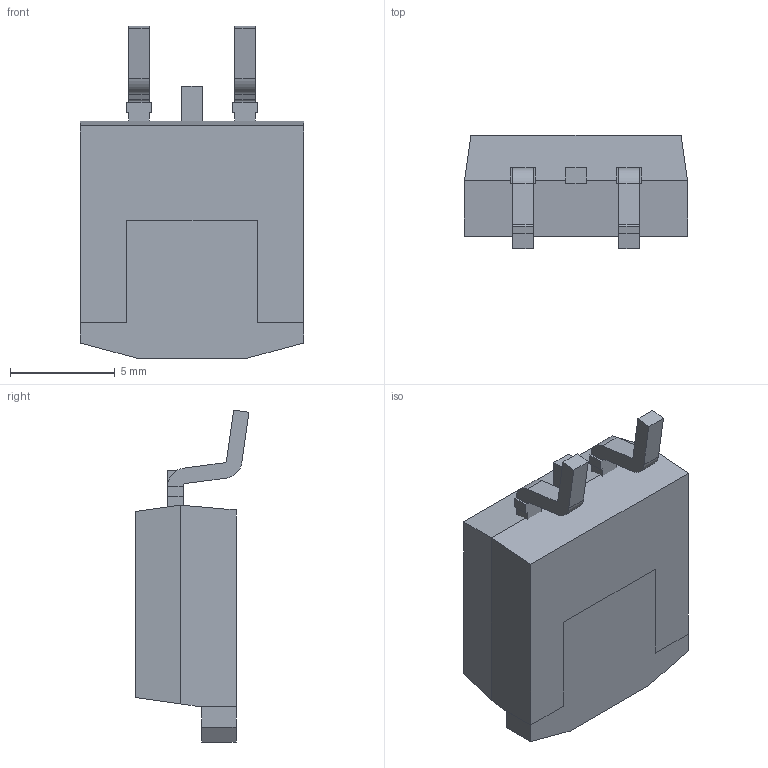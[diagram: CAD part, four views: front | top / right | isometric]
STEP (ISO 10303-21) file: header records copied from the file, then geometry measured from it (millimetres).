
FILE_DESCRIPTION (( 'STEP AP214' ), '1' );
FILE_NAME ('FDB33N25TM.STEP', '2022-07-15T10:38:03', ( '' ), ( '' ), 'SwSTEP 2.0', 'SolidWorks 2018', '' );
FILE_SCHEMA (( 'AUTOMOTIVE_DESIGN' ));
Length unit declared in the file: millimetre
Products named in the file (1): FDB33N25TM
Bounding box: 10.67 x 5.45 x 15.88 mm (x, y, z)
Volume: 514.7 mm3; surface area: 606.2 mm2
Topology: 5 solids, 5 shells, 77 faces, 190 edges, 124 vertices
Faces by surface type: plane 69, cylinder 8
Entity records: 3155 total; most frequent: CARTESIAN_POINT 392, ORIENTED_EDGE 380, DIRECTION 364, EDGE_CURVE 190, VECTOR 172, LINE 172, VERTEX_POINT 124, AXIS2_PLACEMENT_3D 96
